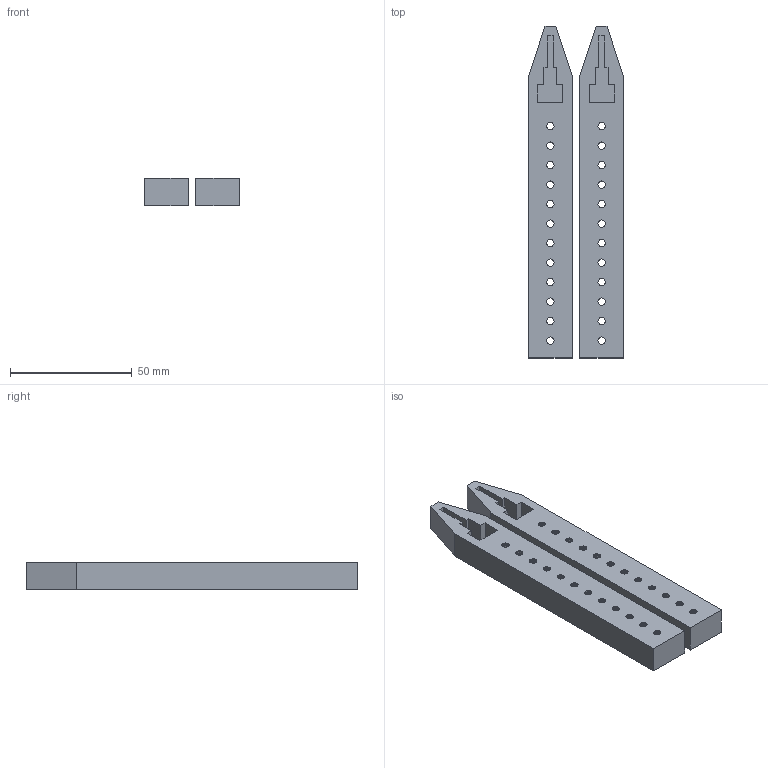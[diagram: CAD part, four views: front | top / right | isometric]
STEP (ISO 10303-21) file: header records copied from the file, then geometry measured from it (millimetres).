
FILE_DESCRIPTION(('FreeCAD Model'),'2;1');
FILE_NAME('Open CASCADE Shape Model','2025-06-15T10:11:27',(''),(''), 'Open CASCADE STEP processor 7.8','FreeCAD','Unknown');
FILE_SCHEMA(('AUTOMOTIVE_DESIGN { 1 0 10303 214 1 1 1 1 }'));
Length unit declared in the file: millimetre
Products named in the file (1): Rotary_Arm___2x001 (Solid)001
Bounding box: 39 x 136.2 x 11.2 mm (x, y, z)
Volume: 47078.9 mm3; surface area: 19599 mm2
Topology: 2 solids, 2 shells, 618 faces, 1836 edges, 1224 vertices
Faces by surface type: plane 618
Entity records: 44244 total; most frequent: CARTESIAN_POINT 7351, DIRECTION 6746, LINE 5508, VECTOR 5508, ORIENTED_EDGE 3672, PCURVE 3672, DEFINITIONAL_REPRESENTATION 3672, EDGE_CURVE 1836
